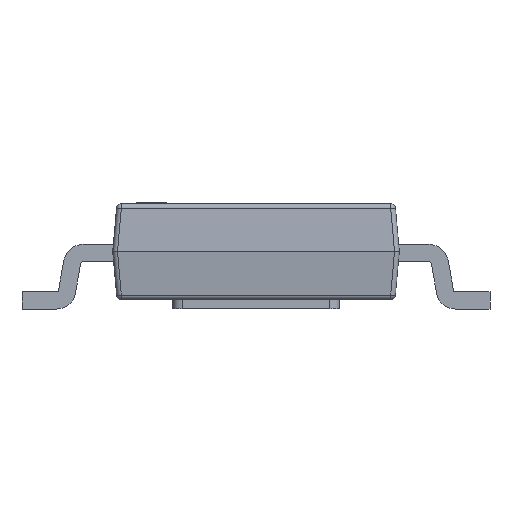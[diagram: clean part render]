
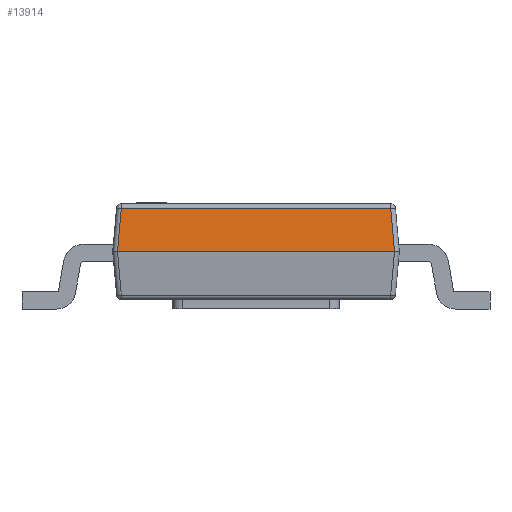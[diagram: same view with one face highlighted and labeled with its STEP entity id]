
A CAD part, left-side view. The second image highlights one B-rep face of the part: STEP entity #13914.
In plain terms, the highlighted planar face has unit normal (-0.996, 0, 0.087).
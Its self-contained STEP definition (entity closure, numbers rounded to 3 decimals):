
#1308 = CARTESIAN_POINT ( 'NONE',  ( -1.46, 1.456, 0.454 ) ) ;
#1481 = CARTESIAN_POINT ( 'NONE',  ( -1.46, -1.41, 0.454 ) ) ;
#1883 = LINE ( 'NONE', #12880, #10632 ) ;
#1966 = ORIENTED_EDGE ( 'NONE', *, *, #7124, .T. ) ;
#4145 = VECTOR ( 'NONE', #16672, 1000. ) ;
#4206 = PLANE ( 'NONE',  #12235 ) ;
#4292 = LINE ( 'NONE', #8413, #7282 ) ;
#4313 = EDGE_CURVE ( 'NONE', #14899, #9649, #1883, .T. ) ;
#5625 = DIRECTION ( 'NONE',  ( -0.996, 0., 0.087 ) ) ;
#5629 = VERTEX_POINT ( 'NONE', #17013 ) ;
#7124 = EDGE_CURVE ( 'NONE', #5629, #14899, #11978, .T. ) ;
#7282 = VECTOR ( 'NONE', #14976, 1000. ) ;
#7307 = CARTESIAN_POINT ( 'NONE',  ( -1.46, 1.41, 0.454 ) ) ;
#7377 = DIRECTION ( 'NONE',  ( 0.087, 0.087, 0.992 ) ) ;
#7477 = ORIENTED_EDGE ( 'NONE', *, *, #4313, .T. ) ;
#7901 = ORIENTED_EDGE ( 'NONE', *, *, #8137, .T. ) ;
#7906 = DIRECTION ( 'NONE',  ( 0., 1., 0. ) ) ;
#8137 = EDGE_CURVE ( 'NONE', #9649, #16195, #13069, .T. ) ;
#8413 = CARTESIAN_POINT ( 'NONE',  ( -1.5, 1.451, -0.004 ) ) ;
#9649 = VERTEX_POINT ( 'NONE', #1481 ) ;
#10632 = VECTOR ( 'NONE', #7377, 1000. ) ;
#10938 = FACE_OUTER_BOUND ( 'NONE', #13926, .T. ) ;
#11978 = LINE ( 'NONE', #13460, #4145 ) ;
#12125 = CARTESIAN_POINT ( 'NONE',  ( -1.5, -1.45, 0. ) ) ;
#12235 = AXIS2_PLACEMENT_3D ( 'NONE', #16601, #5625, #13522 ) ;
#12880 = CARTESIAN_POINT ( 'NONE',  ( -1.478, -1.428, 0.254 ) ) ;
#13069 = LINE ( 'NONE', #1308, #15093 ) ;
#13130 = ORIENTED_EDGE ( 'NONE', *, *, #17265, .T. ) ;
#13460 = CARTESIAN_POINT ( 'NONE',  ( -1.5, 1.5, 0. ) ) ;
#13522 = DIRECTION ( 'NONE',  ( 0.087, 0., 0.996 ) ) ;
#13914 = ADVANCED_FACE ( 'NONE', ( #10938 ), #4206, .T. ) ;
#13926 = EDGE_LOOP ( 'NONE', ( #7901, #13130, #1966, #7477 ) ) ;
#14899 = VERTEX_POINT ( 'NONE', #12125 ) ;
#14976 = DIRECTION ( 'NONE',  ( -0.087, 0.087, -0.992 ) ) ;
#15093 = VECTOR ( 'NONE', #7906, 1000. ) ;
#16195 = VERTEX_POINT ( 'NONE', #7307 ) ;
#16601 = CARTESIAN_POINT ( 'NONE',  ( -1.5, 1.5, 0. ) ) ;
#16672 = DIRECTION ( 'NONE',  ( 0., -1., 0. ) ) ;
#17013 = CARTESIAN_POINT ( 'NONE',  ( -1.5, 1.45, 0. ) ) ;
#17265 = EDGE_CURVE ( 'NONE', #16195, #5629, #4292, .T. ) ;
